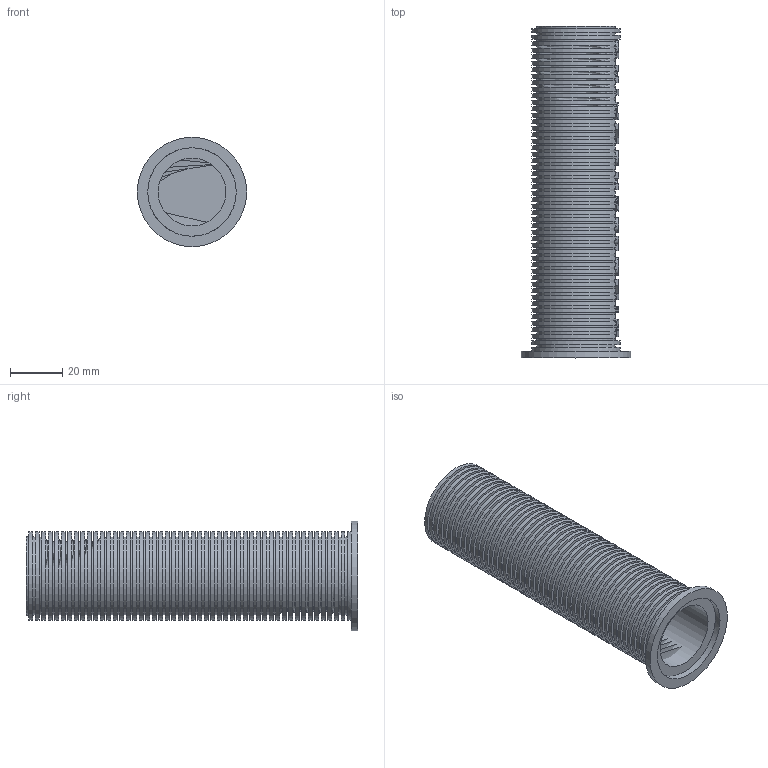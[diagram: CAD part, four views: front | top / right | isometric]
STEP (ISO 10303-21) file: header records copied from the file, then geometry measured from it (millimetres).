
FILE_DESCRIPTION(/* description */ (''),/* implementation_level */ '2;1');
FILE_NAME(/* name */ 'Day 7 - BikeGrip v3.step',/* time_stamp */ '2025-10-16T20:55:19-04:00',/* author */ (''),/* organization */ (''),/* preprocessor_version */ 'ST-DEVELOPER v20.1',/* originating_system */ 'Autodesk Translation Framework v14.10.0.0',/* authorisation */ '');
FILE_SCHEMA (('AUTOMOTIVE_DESIGN { 1 0 10303 214 3 1 1 }'));
Length unit declared in the file: millimetre
Products named in the file (2): Day 7 - BikeGrip; Grip
Assembly tree (1 placements, depth 2):
  Day 7 - BikeGrip
    Grip
Bounding box: 42 x 127.5 x 42 mm (x, y, z)
Volume: 37933.5 mm3; surface area: 44020.1 mm2
Topology: 2 solids, 2 shells, 511 faces, 1442 edges, 962 vertices
Faces by surface type: plane 306, bspline 129, cylinder 76
Full cylindrical faces by diameter (mm): 26 x1, 30 x4, 34 x5, 42 x1
Entity records: 19177 total; most frequent: CARTESIAN_POINT 6341, ORIENTED_EDGE 2884, DIRECTION 2354, EDGE_CURVE 1442, VERTEX_POINT 962, AXIS2_PLACEMENT_3D 785, LINE 784, VECTOR 784
